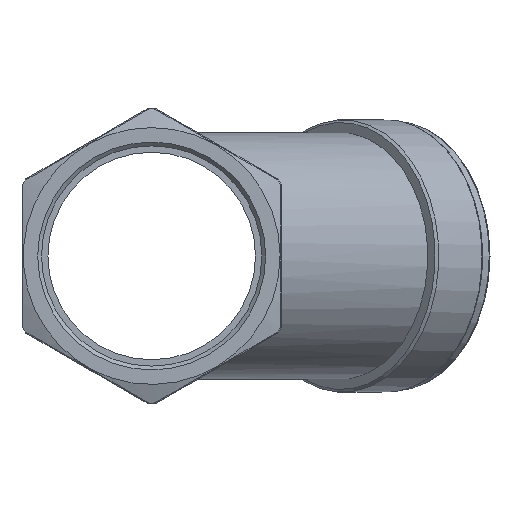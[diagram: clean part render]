
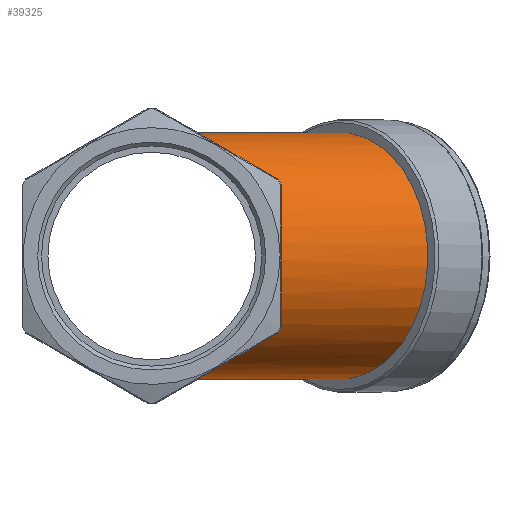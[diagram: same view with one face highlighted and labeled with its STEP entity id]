
A CAD part, left-side view. The second image highlights one B-rep face of the part: STEP entity #39325.
In plain terms, the highlighted cylindrical face has radius 47.5 mm (diameter 95 mm), a partial arc.
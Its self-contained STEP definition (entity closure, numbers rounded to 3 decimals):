
#7642 = AXIS2_PLACEMENT_3D ( 'NONE', #8122, #8151, #8153 ) ;
#8117 = CYLINDRICAL_SURFACE ( 'NONE', #7642, 47.5 ) ;
#8119 = FACE_OUTER_BOUND ( 'NONE', #26444, .T. ) ;
#8122 = CARTESIAN_POINT ( 'NONE',  ( 8.999, 59.001, 0. ) ) ;
#8151 = DIRECTION ( 'NONE',  ( 0.707, -0.707, 0. ) ) ;
#8153 = DIRECTION ( 'NONE',  ( 0.707, 0.707, 0. ) ) ;
#12198 = CARTESIAN_POINT ( 'NONE',  ( 89.279, -9.836, 46.806 ) ) ;
#12201 = CARTESIAN_POINT ( 'NONE',  ( 86.501, -9.827, 47.144 ) ) ;
#12202 = CARTESIAN_POINT ( 'NONE',  ( 83.698, -9.819, 47.359 ) ) ;
#12203 = CARTESIAN_POINT ( 'NONE',  ( 80.881, -9.81, 47.45 ) ) ;
#12252 = CARTESIAN_POINT ( 'NONE',  ( 167.617, -46.047, 28.66 ) ) ;
#12307 = CARTESIAN_POINT ( 'NONE',  ( 148.267, -37.103, 38.385 ) ) ;
#12308 = CARTESIAN_POINT ( 'NONE',  ( 120.879, -24.443, 44.729 ) ) ;
#12309 = CARTESIAN_POINT ( 'NONE',  ( 89.279, -9.836, 46.806 ) ) ;
#12377 = CARTESIAN_POINT ( 'NONE',  ( 79.854, -9.806, 47.483 ) ) ;
#12378 = CARTESIAN_POINT ( 'NONE',  ( 80.881, -9.81, 47.45 ) ) ;
#12385 = CARTESIAN_POINT ( 'NONE',  ( 78.827, -9.801, 47.5 ) ) ;
#12386 = CARTESIAN_POINT ( 'NONE',  ( 76.773, -9.795, 47.5 ) ) ;
#12387 = CARTESIAN_POINT ( 'NONE',  ( 75.746, -9.794, 47.483 ) ) ;
#12388 = CARTESIAN_POINT ( 'NONE',  ( 74.719, -9.79, 47.45 ) ) ;
#12503 = CARTESIAN_POINT ( 'NONE',  ( 74.719, -9.79, -47.45 ) ) ;
#12550 = CARTESIAN_POINT ( 'NONE',  ( 75.745, -9.794, -47.483 ) ) ;
#12551 = CARTESIAN_POINT ( 'NONE',  ( 64.45, -9.758, -46.559 ) ) ;
#12552 = CARTESIAN_POINT ( 'NONE',  ( 76.773, -9.795, -47.5 ) ) ;
#12553 = CARTESIAN_POINT ( 'NONE',  ( 78.827, -9.801, -47.5 ) ) ;
#12554 = CARTESIAN_POINT ( 'NONE',  ( 79.855, -9.806, -47.483 ) ) ;
#12555 = CARTESIAN_POINT ( 'NONE',  ( 80.881, -9.81, -47.45 ) ) ;
#12556 = CARTESIAN_POINT ( 'NONE',  ( 67.837, -9.769, -47.041 ) ) ;
#12557 = CARTESIAN_POINT ( 'NONE',  ( 71.267, -9.779, -47.339 ) ) ;
#12558 = CARTESIAN_POINT ( 'NONE',  ( 74.719, -9.79, -47.45 ) ) ;
#12563 = CARTESIAN_POINT ( 'NONE',  ( 74.719, -9.79, 47.45 ) ) ;
#12568 = CARTESIAN_POINT ( 'NONE',  ( 71.267, -9.779, 47.339 ) ) ;
#12569 = CARTESIAN_POINT ( 'NONE',  ( 67.837, -9.769, 47.041 ) ) ;
#12570 = CARTESIAN_POINT ( 'NONE',  ( 64.45, -9.758, 46.559 ) ) ;
#12674 = CARTESIAN_POINT ( 'NONE',  ( 64.45, -9.758, 46.559 ) ) ;
#12686 = CARTESIAN_POINT ( 'NONE',  ( 39.791, -77.548, 33.347 ) ) ;
#12687 = CARTESIAN_POINT ( 'NONE',  ( 39.791, -77.548, -33.347 ) ) ;
#12688 = CARTESIAN_POINT ( 'NONE',  ( 64.45, -9.758, -46.559 ) ) ;
#13269 = B_SPLINE_CURVE_WITH_KNOTS ( 'NONE', 3,
 ( #12503, #12550, #12552, #12553, #12554, #12555 ),
 .UNSPECIFIED., .F., .F.,
 ( 4, 2, 4 ),
 ( 0., 0.003, 0.006 ),
 .UNSPECIFIED. ) ;
#13567 = B_SPLINE_CURVE_WITH_KNOTS ( 'NONE', 3,
 ( #12378, #12377, #12385, #12386, #12387, #12388 ),
 .UNSPECIFIED., .F., .F.,
 ( 4, 2, 4 ),
 ( 0., 0.003, 0.006 ),
 .UNSPECIFIED. ) ;
#14993 = EDGE_CURVE ( 'NONE', #27448, #27480, #35456, .T. ) ;
#23356 = ORIENTED_EDGE ( 'NONE', *, *, #38352, .T. ) ;
#23357 = ORIENTED_EDGE ( 'NONE', *, *, #38343, .T. ) ;
#23358 = ORIENTED_EDGE ( 'NONE', *, *, #38361, .T. ) ;
#23359 = ORIENTED_EDGE ( 'NONE', *, *, #38377, .T. ) ;
#23360 = ORIENTED_EDGE ( 'NONE', *, *, #38383, .T. ) ;
#23361 = ORIENTED_EDGE ( 'NONE', *, *, #38374, .T. ) ;
#23362 = ORIENTED_EDGE ( 'NONE', *, *, #38373, .T. ) ;
#23363 = ORIENTED_EDGE ( 'NONE', *, *, #29176, .T. ) ;
#23364 = ORIENTED_EDGE ( 'NONE', *, *, #29241, .T. ) ;
#23365 = ORIENTED_EDGE ( 'NONE', *, *, #14993, .F. ) ;
#24039 = CARTESIAN_POINT ( 'NONE',  ( 89.279, -9.836, 46.806 ) ) ;
#24042 = CARTESIAN_POINT ( 'NONE',  ( 167.617, -46.047, 28.66 ) ) ;
#24067 = CARTESIAN_POINT ( 'NONE',  ( 80.881, -9.81, 47.45 ) ) ;
#24068 = CARTESIAN_POINT ( 'NONE',  ( 74.719, -9.79, 47.45 ) ) ;
#24069 = CARTESIAN_POINT ( 'NONE',  ( 64.45, -9.758, 46.559 ) ) ;
#24070 = CARTESIAN_POINT ( 'NONE',  ( 64.45, -9.758, -46.559 ) ) ;
#24071 = CARTESIAN_POINT ( 'NONE',  ( 74.719, -9.79, -47.45 ) ) ;
#24072 = CARTESIAN_POINT ( 'NONE',  ( 80.881, -9.81, -47.45 ) ) ;
#24073 = CARTESIAN_POINT ( 'NONE',  ( 89.279, -9.836, -46.806 ) ) ;
#24074 = CARTESIAN_POINT ( 'NONE',  ( 167.617, -46.047, -28.66 ) ) ;
#24335 = CARTESIAN_POINT ( 'NONE',  ( 80.881, -9.81, -47.45 ) ) ;
#24341 = CARTESIAN_POINT ( 'NONE',  ( 83.698, -9.819, -47.359 ) ) ;
#24342 = CARTESIAN_POINT ( 'NONE',  ( 86.501, -9.827, -47.144 ) ) ;
#24343 = CARTESIAN_POINT ( 'NONE',  ( 89.279, -9.836, -46.806 ) ) ;
#24725 = CARTESIAN_POINT ( 'NONE',  ( 89.279, -9.836, -46.806 ) ) ;
#24756 = CARTESIAN_POINT ( 'NONE',  ( 120.879, -24.443, -44.729 ) ) ;
#24757 = CARTESIAN_POINT ( 'NONE',  ( 148.267, -37.103, -38.385 ) ) ;
#24758 = CARTESIAN_POINT ( 'NONE',  ( 167.617, -46.047, -28.66 ) ) ;
#26444 = EDGE_LOOP ( 'NONE', ( #23356, #23357, #23358, #23359, #23360, #23361, #23362, #23363, #23364, #23365 ) ) ;
#27445 = VERTEX_POINT ( 'NONE', #24039 ) ;
#27448 = VERTEX_POINT ( 'NONE', #24042 ) ;
#27473 = VERTEX_POINT ( 'NONE', #24067 ) ;
#27474 = VERTEX_POINT ( 'NONE', #24068 ) ;
#27475 = VERTEX_POINT ( 'NONE', #24069 ) ;
#27476 = VERTEX_POINT ( 'NONE', #24070 ) ;
#27477 = VERTEX_POINT ( 'NONE', #24071 ) ;
#27478 = VERTEX_POINT ( 'NONE', #24072 ) ;
#27479 = VERTEX_POINT ( 'NONE', #24073 ) ;
#27480 = VERTEX_POINT ( 'NONE', #24074 ) ;
#27767 =( BOUNDED_CURVE ( )  B_SPLINE_CURVE ( 3, ( #24725, #24756, #24757, #24758 ),
 .UNSPECIFIED., .F., .T. ) 
 B_SPLINE_CURVE_WITH_KNOTS ( ( 4, 4 ),
 ( 4.884, 5.635 ),
 .UNSPECIFIED. ) 
 CURVE ( )  GEOMETRIC_REPRESENTATION_ITEM ( )  RATIONAL_B_SPLINE_CURVE ( ( 1., 0.953, 0.953, 1. ) ) 
 REPRESENTATION_ITEM ( '' )  );
#27813 =( BOUNDED_CURVE ( )  B_SPLINE_CURVE ( 3, ( #24335, #24341, #24342, #24343 ),
 .UNSPECIFIED., .F., .T. ) 
 B_SPLINE_CURVE_WITH_KNOTS ( ( 4, 4 ),
 ( 4.758, 4.884 ),
 .UNSPECIFIED. ) 
 CURVE ( )  GEOMETRIC_REPRESENTATION_ITEM ( )  RATIONAL_B_SPLINE_CURVE ( ( 1., 0.999, 0.999, 1. ) ) 
 REPRESENTATION_ITEM ( '' )  );
#27829 =( BOUNDED_CURVE ( )  B_SPLINE_CURVE ( 3, ( #12198, #12201, #12202, #12203 ),
 .UNSPECIFIED., .F., .F. ) 
 B_SPLINE_CURVE_WITH_KNOTS ( ( 4, 4 ),
 ( 1.4, 1.525 ),
 .UNSPECIFIED. ) 
 CURVE ( )  GEOMETRIC_REPRESENTATION_ITEM ( )  RATIONAL_B_SPLINE_CURVE ( ( 1., 0.999, 0.999, 1. ) ) 
 REPRESENTATION_ITEM ( '' )  );
#27910 =( BOUNDED_CURVE ( )  B_SPLINE_CURVE ( 3, ( #12551, #12556, #12557, #12558 ),
 .UNSPECIFIED., .F., .T. ) 
 B_SPLINE_CURVE_WITH_KNOTS ( ( 4, 4 ),
 ( 4.513, 4.667 ),
 .UNSPECIFIED. ) 
 CURVE ( )  GEOMETRIC_REPRESENTATION_ITEM ( )  RATIONAL_B_SPLINE_CURVE ( ( 1., 0.998, 0.998, 1. ) ) 
 REPRESENTATION_ITEM ( '' )  );
#27928 =( BOUNDED_CURVE ( )  B_SPLINE_CURVE ( 3, ( #12674, #12686, #12687, #12688 ),
 .UNSPECIFIED., .F., .T. ) 
 B_SPLINE_CURVE_WITH_KNOTS ( ( 4, 4 ),
 ( 4.912, 7.655 ),
 .UNSPECIFIED. ) 
 CURVE ( )  GEOMETRIC_REPRESENTATION_ITEM ( )  RATIONAL_B_SPLINE_CURVE ( ( 1., 0.465, 0.465, 1. ) ) 
 REPRESENTATION_ITEM ( '' )  );
#27955 =( BOUNDED_CURVE ( )  B_SPLINE_CURVE ( 3, ( #12563, #12568, #12569, #12570 ),
 .UNSPECIFIED., .F., .T. ) 
 B_SPLINE_CURVE_WITH_KNOTS ( ( 4, 4 ),
 ( 1.617, 1.77 ),
 .UNSPECIFIED. ) 
 CURVE ( )  GEOMETRIC_REPRESENTATION_ITEM ( )  RATIONAL_B_SPLINE_CURVE ( ( 1., 0.998, 0.998, 1. ) ) 
 REPRESENTATION_ITEM ( '' )  );
#27967 =( BOUNDED_CURVE ( )  B_SPLINE_CURVE ( 3, ( #12252, #12307, #12308, #12309 ),
 .UNSPECIFIED., .F., .F. ) 
 B_SPLINE_CURVE_WITH_KNOTS ( ( 4, 4 ),
 ( 0.648, 1.4 ),
 .UNSPECIFIED. ) 
 CURVE ( )  GEOMETRIC_REPRESENTATION_ITEM ( )  RATIONAL_B_SPLINE_CURVE ( ( 1., 0.953, 0.953, 1. ) ) 
 REPRESENTATION_ITEM ( '' )  );
#29049 = CARTESIAN_POINT ( 'NONE',  ( 140.832, -72.832, 0. ) ) ;
#29050 = DIRECTION ( 'NONE',  ( 0.707, -0.707, 0. ) ) ;
#29051 = DIRECTION ( 'NONE',  ( 0.707, 0.707, 0. ) ) ;
#29176 = EDGE_CURVE ( 'NONE', #27478, #27479, #27813, .T. ) ;
#29241 = EDGE_CURVE ( 'NONE', #27479, #27480, #27767, .T. ) ;
#35456 = CIRCLE ( 'NONE', #35469, 47.5 ) ;
#35469 = AXIS2_PLACEMENT_3D ( 'NONE', #29049, #29050, #29051 ) ;
#38343 = EDGE_CURVE ( 'NONE', #27445, #27473, #27829, .T. ) ;
#38352 = EDGE_CURVE ( 'NONE', #27448, #27445, #27967, .T. ) ;
#38361 = EDGE_CURVE ( 'NONE', #27473, #27474, #13567, .T. ) ;
#38373 = EDGE_CURVE ( 'NONE', #27477, #27478, #13269, .T. ) ;
#38374 = EDGE_CURVE ( 'NONE', #27476, #27477, #27910, .T. ) ;
#38377 = EDGE_CURVE ( 'NONE', #27474, #27475, #27955, .T. ) ;
#38383 = EDGE_CURVE ( 'NONE', #27475, #27476, #27928, .T. ) ;
#39325 = ADVANCED_FACE ( 'NONE', ( #8119 ), #8117, .T. ) ;
